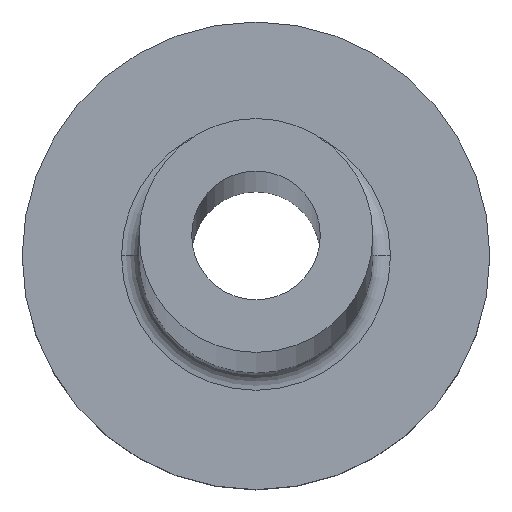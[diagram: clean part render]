
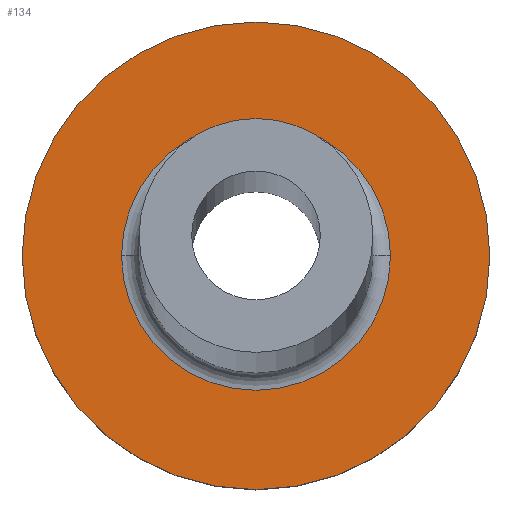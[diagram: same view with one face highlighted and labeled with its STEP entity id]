
A CAD part, top view. The second image highlights one B-rep face of the part: STEP entity #134.
In plain terms, the highlighted planar face has unit normal (0, 0, 1).
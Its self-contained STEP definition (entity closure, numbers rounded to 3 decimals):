
#1 = EDGE_CURVE ( 'NONE', #34, #63, #316, .T. ) ;
#7 = FACE_OUTER_BOUND ( 'NONE', #154, .T. ) ;
#8 = AXIS2_PLACEMENT_3D ( 'NONE', #213, #337, #302 ) ;
#14 = DIRECTION ( 'NONE',  ( 1., 0., 0. ) ) ;
#34 = VERTEX_POINT ( 'NONE', #126 ) ;
#40 = PLANE ( 'NONE',  #108 ) ;
#45 = CARTESIAN_POINT ( 'NONE',  ( 0., 0., 3. ) ) ;
#62 = VERTEX_POINT ( 'NONE', #276 ) ;
#63 = VERTEX_POINT ( 'NONE', #217 ) ;
#70 = DIRECTION ( 'NONE',  ( 0., 0., 1. ) ) ;
#73 = CARTESIAN_POINT ( 'NONE',  ( 4., 0., 3. ) ) ;
#83 = CIRCLE ( 'NONE', #8, 2.3 ) ;
#85 = VERTEX_POINT ( 'NONE', #73 ) ;
#98 = EDGE_CURVE ( 'NONE', #63, #34, #83, .T. ) ;
#108 = AXIS2_PLACEMENT_3D ( 'NONE', #246, #70, #193 ) ;
#111 = ORIENTED_EDGE ( 'NONE', *, *, #98, .T. ) ;
#113 = ORIENTED_EDGE ( 'NONE', *, *, #186, .T. ) ;
#119 = DIRECTION ( 'NONE',  ( 0., 0., -1. ) ) ;
#126 = CARTESIAN_POINT ( 'NONE',  ( -2.3, 0., 3. ) ) ;
#134 = ADVANCED_FACE ( 'NONE', ( #157, #7 ), #40, .T. ) ;
#137 = DIRECTION ( 'NONE',  ( 0., 0., 1. ) ) ;
#154 = EDGE_LOOP ( 'NONE', ( #113, #351 ) ) ;
#157 = FACE_BOUND ( 'NONE', #293, .T. ) ;
#167 = DIRECTION ( 'NONE',  ( 0., 0., 1. ) ) ;
#186 = EDGE_CURVE ( 'NONE', #62, #85, #252, .T. ) ;
#193 = DIRECTION ( 'NONE',  ( 1., 0., 0. ) ) ;
#194 = CARTESIAN_POINT ( 'NONE',  ( 0., 0., 3. ) ) ;
#213 = CARTESIAN_POINT ( 'NONE',  ( 0., 0., 3. ) ) ;
#217 = CARTESIAN_POINT ( 'NONE',  ( 2.3, 0., 3. ) ) ;
#222 = AXIS2_PLACEMENT_3D ( 'NONE', #194, #137, #14 ) ;
#223 = DIRECTION ( 'NONE',  ( 1., 0., 0. ) ) ;
#236 = DIRECTION ( 'NONE',  ( 1., 0., 0. ) ) ;
#246 = CARTESIAN_POINT ( 'NONE',  ( 0., 0., 3. ) ) ;
#252 = CIRCLE ( 'NONE', #222, 4. ) ;
#276 = CARTESIAN_POINT ( 'NONE',  ( -4., 0., 3. ) ) ;
#293 = EDGE_LOOP ( 'NONE', ( #111, #353 ) ) ;
#302 = DIRECTION ( 'NONE',  ( 1., 0., 0. ) ) ;
#316 = CIRCLE ( 'NONE', #328, 2.3 ) ;
#328 = AXIS2_PLACEMENT_3D ( 'NONE', #381, #119, #236 ) ;
#332 = CIRCLE ( 'NONE', #379, 4. ) ;
#337 = DIRECTION ( 'NONE',  ( 0., 0., -1. ) ) ;
#351 = ORIENTED_EDGE ( 'NONE', *, *, #359, .T. ) ;
#353 = ORIENTED_EDGE ( 'NONE', *, *, #1, .T. ) ;
#359 = EDGE_CURVE ( 'NONE', #85, #62, #332, .T. ) ;
#379 = AXIS2_PLACEMENT_3D ( 'NONE', #45, #167, #223 ) ;
#381 = CARTESIAN_POINT ( 'NONE',  ( 0., 0., 3. ) ) ;
